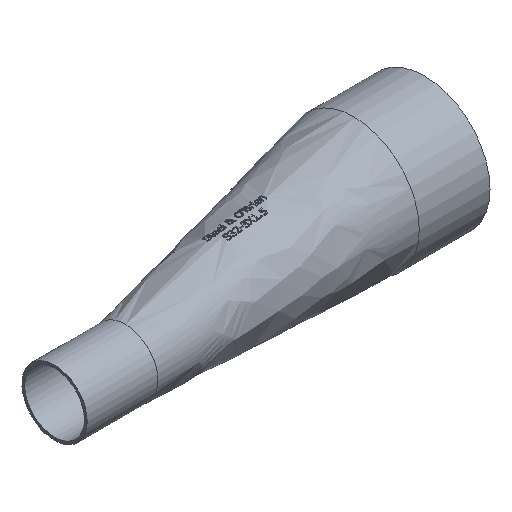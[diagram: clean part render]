
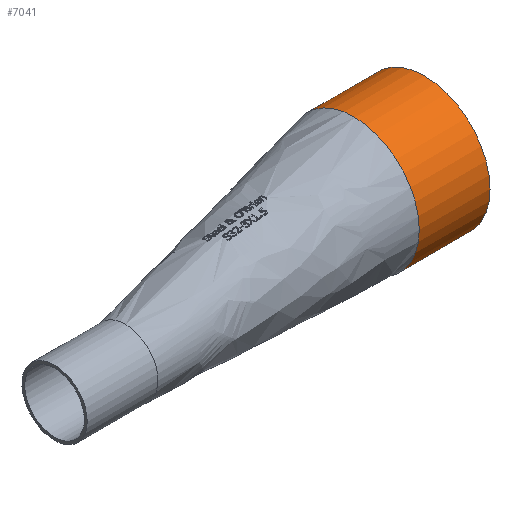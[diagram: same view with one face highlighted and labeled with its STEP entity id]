
A CAD part, isometric view. The second image highlights one B-rep face of the part: STEP entity #7041.
In plain terms, the highlighted cylindrical face has radius 38.1 mm (diameter 76.2 mm), a full revolution.
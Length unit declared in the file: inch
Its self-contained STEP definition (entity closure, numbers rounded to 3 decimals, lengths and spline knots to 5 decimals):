
#14=CYLINDRICAL_SURFACE('',#7283,1.5);
#434=FACE_BOUND('',#2005,.T.);
#1590=FACE_OUTER_BOUND('',#2004,.T.);
#2004=EDGE_LOOP('',(#6588,#6589));
#2005=EDGE_LOOP('',(#6590));
#2071=CIRCLE('',#7119,1.5);
#2072=CIRCLE('',#7120,1.5);
#2090=CIRCLE('',#7284,1.5);
#2922=VERTEX_POINT('',#9909);
#2923=VERTEX_POINT('',#9912);
#3379=VERTEX_POINT('',#16187);
#3641=EDGE_CURVE('',#2923,#2922,#2071,.T.);
#3642=EDGE_CURVE('',#2922,#2923,#2072,.T.);
#4452=EDGE_CURVE('',#3379,#3379,#2090,.T.);
#6588=ORIENTED_EDGE('',*,*,#3641,.T.);
#6589=ORIENTED_EDGE('',*,*,#3642,.T.);
#6590=ORIENTED_EDGE('',*,*,#4452,.F.);
#7041=ADVANCED_FACE('',(#1590,#434),#14,.T.);
#7119=AXIS2_PLACEMENT_3D('',#9913,#7446,#7447);
#7120=AXIS2_PLACEMENT_3D('',#9914,#7448,#7449);
#7283=AXIS2_PLACEMENT_3D('',#16186,#8121,#8122);
#7284=AXIS2_PLACEMENT_3D('',#16188,#8123,#8124);
#7446=DIRECTION('center_axis',(1.,0.,0.));
#7447=DIRECTION('ref_axis',(0.,0.,-1.));
#7448=DIRECTION('center_axis',(1.,0.,0.));
#7449=DIRECTION('ref_axis',(0.,0.,-1.));
#8121=DIRECTION('center_axis',(-1.,0.,0.));
#8122=DIRECTION('ref_axis',(0.,0.,-1.));
#8123=DIRECTION('center_axis',(1.,0.,0.));
#8124=DIRECTION('ref_axis',(0.,0.,-1.));
#9909=CARTESIAN_POINT('',(6.,0.72727,1.49983));
#9912=CARTESIAN_POINT('',(6.,-0.75,0.));
#9913=CARTESIAN_POINT('Origin',(6.,0.75,0.));
#9914=CARTESIAN_POINT('Origin',(6.,0.75,0.));
#16186=CARTESIAN_POINT('Origin',(7.625,0.75,0.));
#16187=CARTESIAN_POINT('',(7.625,0.75,1.5));
#16188=CARTESIAN_POINT('Origin',(7.625,0.75,0.));
